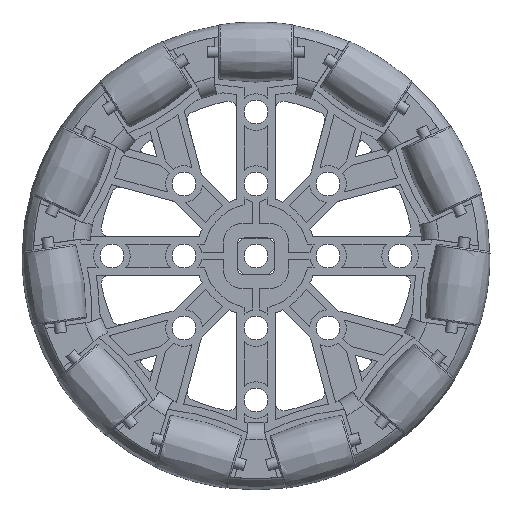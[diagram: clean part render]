
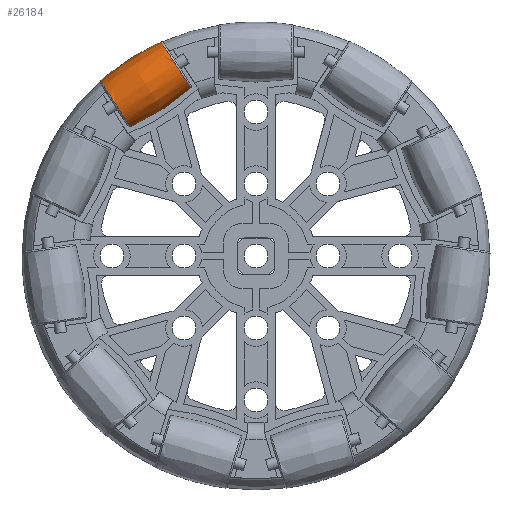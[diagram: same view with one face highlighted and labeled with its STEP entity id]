
A CAD part, front view. The second image highlights one B-rep face of the part: STEP entity #26184.
In plain terms, the highlighted free-form (B-spline) face has degree [2, 2] with [3, 9] control points.
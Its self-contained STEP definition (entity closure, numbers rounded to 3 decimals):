
#283=(
BOUNDED_SURFACE()
B_SPLINE_SURFACE(2,2,((#44036,#44037,#44038,#44039,#44040,#44041,#44042,
#44043,#44044),(#44045,#44046,#44047,#44048,#44049,#44050,#44051,#44052,
#44053),(#44054,#44055,#44056,#44057,#44058,#44059,#44060,#44061,#44062)),
 .UNSPECIFIED.,.F.,.T.,.F.)
B_SPLINE_SURFACE_WITH_KNOTS((3,3),(3,2,2,2,3),(-0.154,0.154),
(-3.142,-1.571,0.,1.571,3.142),
 .UNSPECIFIED.)
GEOMETRIC_REPRESENTATION_ITEM()
RATIONAL_B_SPLINE_SURFACE(((1.,0.707,1.,0.707,1.,
0.707,1.,0.707,1.),(0.988,0.699,
0.988,0.699,0.988,0.699,
0.988,0.699,0.988),(1.,0.707,
1.,0.707,1.,0.707,1.,0.707,1.)))
REPRESENTATION_ITEM('')
SURFACE()
);
#2629=FACE_OUTER_BOUND('',#3994,.T.);
#3994=EDGE_LOOP('',(#24432,#24433,#24434,#24435,#24436));
#10504=CIRCLE('',#28557,4.809);
#10505=CIRCLE('',#28558,4.809);
#10508=CIRCLE('',#28562,4.809);
#10511=CIRCLE('',#28565,41.275);
#12976=VERTEX_POINT('',#44023);
#12977=VERTEX_POINT('',#44024);
#12979=VERTEX_POINT('',#44031);
#16796=EDGE_CURVE('',#12976,#12977,#10504,.T.);
#16797=EDGE_CURVE('',#12977,#12976,#10505,.T.);
#16800=EDGE_CURVE('',#12979,#12979,#10508,.T.);
#16803=EDGE_CURVE('',#12976,#12979,#10511,.T.);
#24432=ORIENTED_EDGE('',*,*,#16796,.T.);
#24433=ORIENTED_EDGE('',*,*,#16797,.T.);
#24434=ORIENTED_EDGE('',*,*,#16803,.T.);
#24435=ORIENTED_EDGE('',*,*,#16800,.T.);
#24436=ORIENTED_EDGE('',*,*,#16803,.F.);
#26184=ADVANCED_FACE('',(#2629),#283,.F.);
#28557=AXIS2_PLACEMENT_3D('',#44025,#36027,#36028);
#28558=AXIS2_PLACEMENT_3D('',#44026,#36029,#36030);
#28562=AXIS2_PLACEMENT_3D('',#44032,#36037,#36038);
#28565=AXIS2_PLACEMENT_3D('',#44063,#36043,#36044);
#36027=DIRECTION('center_axis',(1.,0.,0.));
#36028=DIRECTION('ref_axis',(0.,0.,-1.));
#36029=DIRECTION('center_axis',(1.,0.,0.));
#36030=DIRECTION('ref_axis',(0.,0.,-1.));
#36037=DIRECTION('center_axis',(-1.,0.,0.));
#36038=DIRECTION('ref_axis',(0.,0.,1.));
#36043=DIRECTION('center_axis',(0.,-1.,0.));
#36044=DIRECTION('ref_axis',(0.,0.,-1.));
#44023=CARTESIAN_POINT('',(-6.346,0.,-4.809));
#44024=CARTESIAN_POINT('',(-6.346,0.,4.809));
#44025=CARTESIAN_POINT('Origin',(-6.346,0.,0.));
#44026=CARTESIAN_POINT('Origin',(-6.346,0.,0.));
#44031=CARTESIAN_POINT('',(6.346,0.,-4.809));
#44032=CARTESIAN_POINT('Origin',(6.346,0.,0.));
#44036=CARTESIAN_POINT('Ctrl Pts',(6.346,0.,-4.809));
#44037=CARTESIAN_POINT('Ctrl Pts',(6.346,-4.809,-4.809));
#44038=CARTESIAN_POINT('Ctrl Pts',(6.346,-4.809,0.));
#44039=CARTESIAN_POINT('Ctrl Pts',(6.346,-4.809,4.809));
#44040=CARTESIAN_POINT('Ctrl Pts',(6.346,0.,4.809));
#44041=CARTESIAN_POINT('Ctrl Pts',(6.346,4.809,4.809));
#44042=CARTESIAN_POINT('Ctrl Pts',(6.346,4.809,0.));
#44043=CARTESIAN_POINT('Ctrl Pts',(6.346,4.809,-4.809));
#44044=CARTESIAN_POINT('Ctrl Pts',(6.346,0.,-4.809));
#44045=CARTESIAN_POINT('Ctrl Pts',(0.,0.,-5.797));
#44046=CARTESIAN_POINT('Ctrl Pts',(0.,-5.797,
-5.797));
#44047=CARTESIAN_POINT('Ctrl Pts',(0.,-5.797,
0.));
#44048=CARTESIAN_POINT('Ctrl Pts',(0.,-5.797,
5.797));
#44049=CARTESIAN_POINT('Ctrl Pts',(0.,0.,5.797));
#44050=CARTESIAN_POINT('Ctrl Pts',(0.,5.797,
5.797));
#44051=CARTESIAN_POINT('Ctrl Pts',(0.,5.797,
0.));
#44052=CARTESIAN_POINT('Ctrl Pts',(0.,5.797,
-5.797));
#44053=CARTESIAN_POINT('Ctrl Pts',(0.,0.,-5.797));
#44054=CARTESIAN_POINT('Ctrl Pts',(-6.346,0.,-4.809));
#44055=CARTESIAN_POINT('Ctrl Pts',(-6.346,-4.809,
-4.809));
#44056=CARTESIAN_POINT('Ctrl Pts',(-6.346,-4.809,
0.));
#44057=CARTESIAN_POINT('Ctrl Pts',(-6.346,-4.809,
4.809));
#44058=CARTESIAN_POINT('Ctrl Pts',(-6.346,0.,4.809));
#44059=CARTESIAN_POINT('Ctrl Pts',(-6.346,4.809,4.809));
#44060=CARTESIAN_POINT('Ctrl Pts',(-6.346,4.809,0.));
#44061=CARTESIAN_POINT('Ctrl Pts',(-6.346,4.809,-4.809));
#44062=CARTESIAN_POINT('Ctrl Pts',(-6.346,0.,-4.809));
#44063=CARTESIAN_POINT('Origin',(0.,0.,
35.975));
